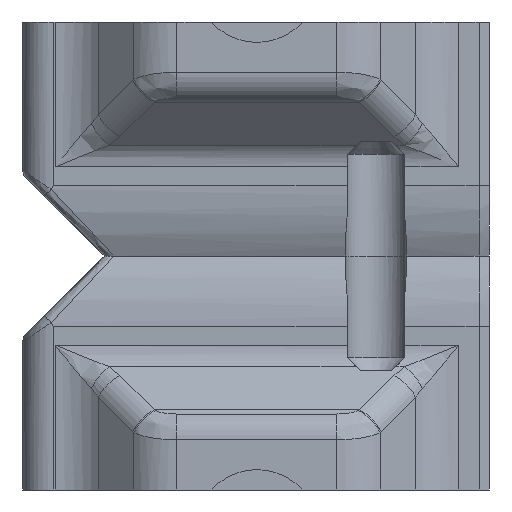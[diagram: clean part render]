
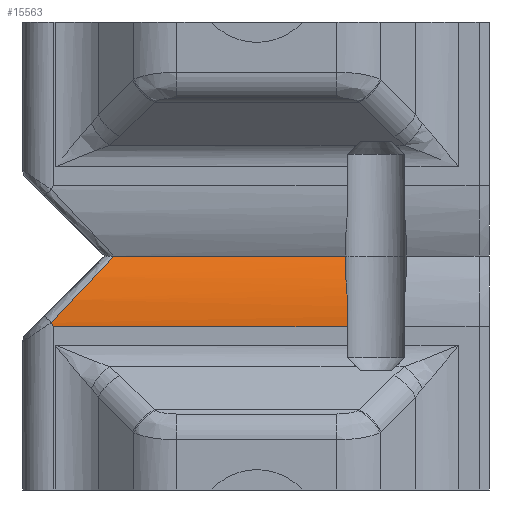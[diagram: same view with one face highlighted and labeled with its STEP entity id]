
A CAD part, front view. The second image highlights one B-rep face of the part: STEP entity #15563.
In plain terms, the highlighted cylindrical face has radius 14.619 mm (diameter 29.238 mm), a partial arc.
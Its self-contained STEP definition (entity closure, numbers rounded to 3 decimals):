
#945 = CARTESIAN_POINT ( 'NONE',  ( -12.575, -20.312, 16.301 ) ) ;
#1087 = ORIENTED_EDGE ( 'NONE', *, *, #27379, .T. ) ;
#1523 = AXIS2_PLACEMENT_3D ( 'NONE', #17190, #14954, #24324 ) ;
#3034 = CIRCLE ( 'NONE', #1523, 14.619 ) ;
#4044 = CARTESIAN_POINT ( 'NONE',  ( -8.407, -19.648, 20.97 ) ) ;
#4611 = VERTEX_POINT ( 'NONE', #17017 ) ;
#5516 = CARTESIAN_POINT ( 'NONE',  ( 16.391, -19.889, 19.574 ) ) ;
#5614 = CARTESIAN_POINT ( 'NONE',  ( 16.283, -19.416, 21.107 ) ) ;
#5712 = CARTESIAN_POINT ( 'NONE',  ( 16.43, -20., 19.048 ) ) ;
#6090 = CARTESIAN_POINT ( 'NONE',  ( 16.258, -19., 22.092 ) ) ;
#6830 = LINE ( 'NONE', #28163, #17066 ) ;
#7382 = EDGE_CURVE ( 'NONE', #20391, #18086, #25048, .T. ) ;
#7399 = DIRECTION ( 'NONE',  ( 1., 0., 0. ) ) ;
#8614 = B_SPLINE_CURVE_WITH_KNOTS ( 'NONE', 3,
 ( #10428, #17651, #945, #28976 ),
 .UNSPECIFIED., .F., .F.,
 ( 4, 4 ),
 ( 0., 0. ),
 .UNSPECIFIED. ) ;
#8628 = CARTESIAN_POINT ( 'NONE',  ( -6.517, -18.548, 23. ) ) ;
#9314 = ORIENTED_EDGE ( 'NONE', *, *, #17706, .T. ) ;
#9870 = VECTOR ( 'NONE', #12474, 1000. ) ;
#9908 = CARTESIAN_POINT ( 'NONE',  ( -12.454, -20.314, 16.036 ) ) ;
#10020 = EDGE_CURVE ( 'NONE', #19118, #23186, #29179, .T. ) ;
#10428 = CARTESIAN_POINT ( 'NONE',  ( -12.454, -20.314, 16.036 ) ) ;
#11392 = VERTEX_POINT ( 'NONE', #15421 ) ;
#11524 = CARTESIAN_POINT ( 'NONE',  ( 16.293, -18.548, 23. ) ) ;
#12362 = CARTESIAN_POINT ( 'NONE',  ( 16.349, -19.75, 20.093 ) ) ;
#12372 = CARTESIAN_POINT ( 'NONE',  ( -15.454, -20.314, 16.036 ) ) ;
#12474 = DIRECTION ( 'NONE',  ( 1., 0., 0. ) ) ;
#12655 = CARTESIAN_POINT ( 'NONE',  ( 16.258, -19., 22.092 ) ) ;
#13811 = CARTESIAN_POINT ( 'NONE',  ( -15.454, -5.695, 16.036 ) ) ;
#14018 = DIRECTION ( 'NONE',  ( 1., 0., 0. ) ) ;
#14298 = CYLINDRICAL_SURFACE ( 'NONE', #24711, 14.619 ) ;
#14954 = DIRECTION ( 'NONE',  ( -1., 0., 0. ) ) ;
#15347 = B_SPLINE_CURVE_WITH_KNOTS ( 'NONE', 3,
 ( #25903, #16777, #28252, #21121 ),
 .UNSPECIFIED., .F., .F.,
 ( 4, 4 ),
 ( 0., 0.001 ),
 .UNSPECIFIED. ) ;
#15421 = CARTESIAN_POINT ( 'NONE',  ( -12.634, -20.308, 16.433 ) ) ;
#15563 = ADVANCED_FACE ( 'NONE', ( #20104 ), #14298, .T. ) ;
#16313 = ORIENTED_EDGE ( 'NONE', *, *, #24577, .F. ) ;
#16777 = CARTESIAN_POINT ( 'NONE',  ( 16.268, -18.71, 22.701 ) ) ;
#17017 = CARTESIAN_POINT ( 'NONE',  ( -6.517, -18.548, 23. ) ) ;
#17066 = VECTOR ( 'NONE', #7399, 1000. ) ;
#17190 = CARTESIAN_POINT ( 'NONE',  ( 16.43, -5.695, 16.036 ) ) ;
#17323 = CARTESIAN_POINT ( 'NONE',  ( 16.258, -19.222, 21.605 ) ) ;
#17651 = CARTESIAN_POINT ( 'NONE',  ( -12.514, -20.314, 16.168 ) ) ;
#17706 = EDGE_CURVE ( 'NONE', #23186, #18086, #3034, .T. ) ;
#18086 = VERTEX_POINT ( 'NONE', #18877 ) ;
#18877 = CARTESIAN_POINT ( 'NONE',  ( 16.43, -20., 19.048 ) ) ;
#19118 = VERTEX_POINT ( 'NONE', #9908 ) ;
#19982 = ORIENTED_EDGE ( 'NONE', *, *, #29362, .F. ) ;
#20104 = FACE_OUTER_BOUND ( 'NONE', #23915, .T. ) ;
#20391 = VERTEX_POINT ( 'NONE', #6090 ) ;
#21121 = CARTESIAN_POINT ( 'NONE',  ( 16.258, -19., 22.092 ) ) ;
#21774 =( BOUNDED_CURVE ( )  B_SPLINE_CURVE ( 3, ( #8628, #4044, #27157, #29707 ),
 .UNSPECIFIED., .F., .F. ) 
 B_SPLINE_CURVE_WITH_KNOTS ( ( 4, 4 ),
 ( 1.074, 1.544 ),
 .UNSPECIFIED. ) 
 CURVE ( )  GEOMETRIC_REPRESENTATION_ITEM ( )  RATIONAL_B_SPLINE_CURVE ( ( 1., 0.982, 0.982, 1. ) ) 
 REPRESENTATION_ITEM ( '' )  );
#23186 = VERTEX_POINT ( 'NONE', #28853 ) ;
#23187 = DIRECTION ( 'NONE',  ( 0., 1., 0. ) ) ;
#23502 = VERTEX_POINT ( 'NONE', #11524 ) ;
#23915 = EDGE_LOOP ( 'NONE', ( #19982, #1087, #25327, #27511, #9314, #25702, #16313 ) ) ;
#24324 = DIRECTION ( 'NONE',  ( 0., 0., -1. ) ) ;
#24577 = EDGE_CURVE ( 'NONE', #23502, #20391, #15347, .T. ) ;
#24711 = AXIS2_PLACEMENT_3D ( 'NONE', #13811, #14018, #23187 ) ;
#25048 = B_SPLINE_CURVE_WITH_KNOTS ( 'NONE', 3,
 ( #12655, #17323, #5614, #12362, #5516, #5712 ),
 .UNSPECIFIED., .F., .F.,
 ( 4, 2, 4 ),
 ( 0.001, 0.003, 0.004 ),
 .UNSPECIFIED. ) ;
#25327 = ORIENTED_EDGE ( 'NONE', *, *, #25484, .F. ) ;
#25484 = EDGE_CURVE ( 'NONE', #19118, #11392, #8614, .T. ) ;
#25702 = ORIENTED_EDGE ( 'NONE', *, *, #7382, .F. ) ;
#25903 = CARTESIAN_POINT ( 'NONE',  ( 16.293, -18.548, 23. ) ) ;
#27157 = CARTESIAN_POINT ( 'NONE',  ( -10.485, -20.246, 18.741 ) ) ;
#27379 = EDGE_CURVE ( 'NONE', #4611, #11392, #21774, .T. ) ;
#27511 = ORIENTED_EDGE ( 'NONE', *, *, #10020, .T. ) ;
#28163 = CARTESIAN_POINT ( 'NONE',  ( -15.454, -18.548, 23. ) ) ;
#28252 = CARTESIAN_POINT ( 'NONE',  ( 16.258, -18.861, 22.399 ) ) ;
#28853 = CARTESIAN_POINT ( 'NONE',  ( 16.43, -20.314, 16.036 ) ) ;
#28976 = CARTESIAN_POINT ( 'NONE',  ( -12.634, -20.308, 16.433 ) ) ;
#29179 = LINE ( 'NONE', #12372, #9870 ) ;
#29362 = EDGE_CURVE ( 'NONE', #4611, #23502, #6830, .T. ) ;
#29707 = CARTESIAN_POINT ( 'NONE',  ( -12.634, -20.308, 16.433 ) ) ;
